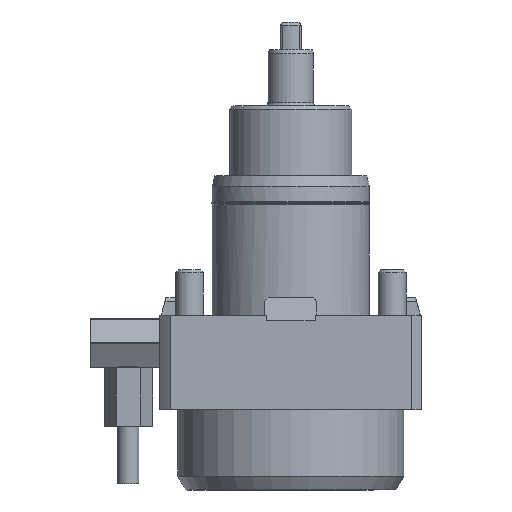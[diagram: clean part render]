
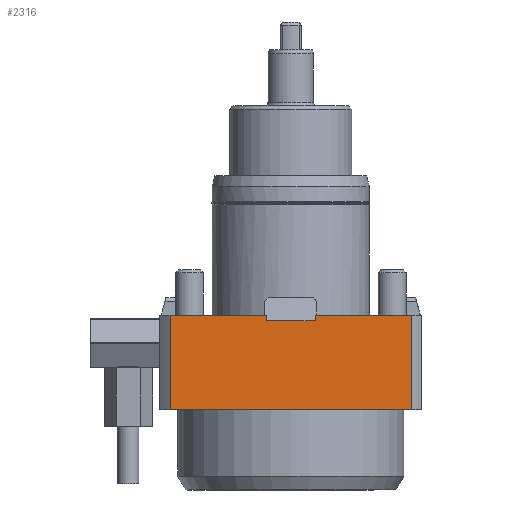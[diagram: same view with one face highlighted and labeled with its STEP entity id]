
A CAD part, front view. The second image highlights one B-rep face of the part: STEP entity #2316.
In plain terms, the highlighted planar face has unit normal (0, -1, 0).
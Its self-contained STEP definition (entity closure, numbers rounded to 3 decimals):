
#302=FACE_OUTER_BOUND('',#444,.T.);
#444=EDGE_LOOP('',(#2068,#2069,#2070,#2071,#2072,#2073,#2074,#2075));
#477=LINE('',#3292,#701);
#481=LINE('',#3300,#705);
#490=LINE('',#3319,#714);
#625=LINE('',#3717,#849);
#651=LINE('',#3930,#875);
#652=LINE('',#3932,#876);
#660=LINE('',#3957,#884);
#662=LINE('',#3960,#886);
#701=VECTOR('',#2607,10.);
#705=VECTOR('',#2613,10.);
#714=VECTOR('',#2628,10.);
#849=VECTOR('',#3005,10.);
#875=VECTOR('',#3155,10.);
#876=VECTOR('',#3156,10.);
#884=VECTOR('',#3184,10.);
#886=VECTOR('',#3188,10.);
#921=VERTEX_POINT('',#3288);
#923=VERTEX_POINT('',#3291);
#925=VERTEX_POINT('',#3296);
#926=VERTEX_POINT('',#3298);
#1058=VERTEX_POINT('',#3714);
#1059=VERTEX_POINT('',#3716);
#1102=VERTEX_POINT('',#3928);
#1103=VERTEX_POINT('',#3931);
#1143=EDGE_CURVE('',#921,#923,#477,.T.);
#1147=EDGE_CURVE('',#926,#925,#481,.T.);
#1156=EDGE_CURVE('',#925,#921,#490,.T.);
#1346=EDGE_CURVE('',#1059,#1058,#625,.T.);
#1415=EDGE_CURVE('',#926,#1102,#651,.T.);
#1416=EDGE_CURVE('',#1103,#923,#652,.T.);
#1430=EDGE_CURVE('',#1058,#1103,#660,.T.);
#1432=EDGE_CURVE('',#1059,#1102,#662,.T.);
#2068=ORIENTED_EDGE('',*,*,#1415,.T.);
#2069=ORIENTED_EDGE('',*,*,#1432,.F.);
#2070=ORIENTED_EDGE('',*,*,#1346,.T.);
#2071=ORIENTED_EDGE('',*,*,#1430,.T.);
#2072=ORIENTED_EDGE('',*,*,#1416,.T.);
#2073=ORIENTED_EDGE('',*,*,#1143,.F.);
#2074=ORIENTED_EDGE('',*,*,#1156,.F.);
#2075=ORIENTED_EDGE('',*,*,#1147,.F.);
#2187=PLANE('',#2561);
#2316=ADVANCED_FACE('',(#302),#2187,.T.);
#2561=AXIS2_PLACEMENT_3D('',#3976,#3210,#3211);
#2607=DIRECTION('',(0.,0.,1.));
#2613=DIRECTION('',(0.,0.,-1.));
#2628=DIRECTION('',(1.,0.,0.));
#3005=DIRECTION('',(1.,0.,0.));
#3155=DIRECTION('',(-1.,0.,0.));
#3156=DIRECTION('',(-1.,0.,0.));
#3184=DIRECTION('',(0.,0.,1.));
#3188=DIRECTION('',(0.,0.,1.));
#3210=DIRECTION('center_axis',(0.,-1.,0.));
#3211=DIRECTION('ref_axis',(0.,0.,-1.));
#3288=CARTESIAN_POINT('',(7.,-37.5,-1.5));
#3291=CARTESIAN_POINT('',(7.,-37.5,0.));
#3292=CARTESIAN_POINT('',(7.,-37.5,-4.55));
#3296=CARTESIAN_POINT('',(-7.,-37.5,-1.5));
#3298=CARTESIAN_POINT('',(-7.,-37.5,0.));
#3300=CARTESIAN_POINT('',(-7.,-37.5,-11.05));
#3319=CARTESIAN_POINT('',(-3.75,-37.5,-1.5));
#3714=CARTESIAN_POINT('',(34.565,-37.5,-27.));
#3716=CARTESIAN_POINT('',(-34.565,-37.5,-27.));
#3717=CARTESIAN_POINT('',(17.,-37.5,-27.));
#3928=CARTESIAN_POINT('',(-34.565,-37.5,0.));
#3930=CARTESIAN_POINT('',(37.5,-37.5,0.));
#3931=CARTESIAN_POINT('',(34.565,-37.5,0.));
#3932=CARTESIAN_POINT('',(37.5,-37.5,0.));
#3957=CARTESIAN_POINT('',(34.565,-37.5,0.));
#3960=CARTESIAN_POINT('',(-34.565,-37.5,-23.5));
#3976=CARTESIAN_POINT('Origin',(-37.5,-37.5,0.));
